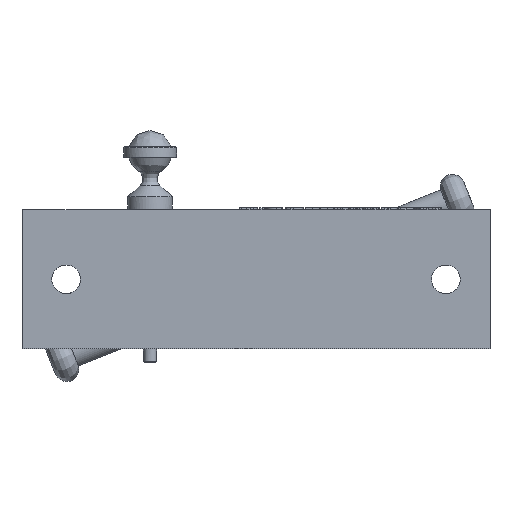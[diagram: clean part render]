
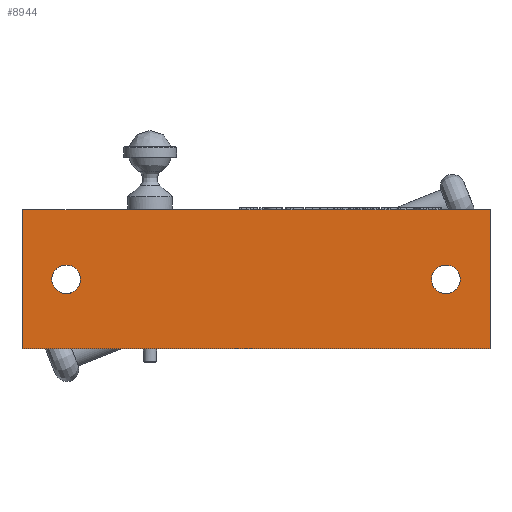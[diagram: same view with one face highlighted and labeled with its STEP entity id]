
A CAD part, front view. The second image highlights one B-rep face of the part: STEP entity #8944.
In plain terms, the highlighted free-form (B-spline) face has degree [1, 1] with [2, 2] control points.
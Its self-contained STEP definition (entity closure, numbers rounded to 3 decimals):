
#7336 = VERTEX_POINT('',#7337);
#7337 = CARTESIAN_POINT('',(-153.65,0.,45.66));
#7342 = EDGE_CURVE('',#7336,#7343,#7345,.T.);
#7343 = VERTEX_POINT('',#7344);
#7344 = CARTESIAN_POINT('',(153.65,0.,45.66));
#7345 = B_SPLINE_CURVE_WITH_KNOTS('',1,(#7346,#7347),.UNSPECIFIED.,.F.,
  .F.,(2,2),(0.,212.),.PIECEWISE_BEZIER_KNOTS.);
#7346 = CARTESIAN_POINT('',(-153.65,0.,45.66));
#7347 = CARTESIAN_POINT('',(153.65,0.,45.66));
#7762 = VERTEX_POINT('',#7763);
#7763 = CARTESIAN_POINT('',(153.65,0.,-45.66));
#7768 = EDGE_CURVE('',#7762,#7769,#7771,.T.);
#7769 = VERTEX_POINT('',#7770);
#7770 = CARTESIAN_POINT('',(-153.65,0.,-45.66));
#7771 = B_SPLINE_CURVE_WITH_KNOTS('',1,(#7772,#7773),.UNSPECIFIED.,.F.,
  .F.,(2,2),(0.,212.),.PIECEWISE_BEZIER_KNOTS.);
#7772 = CARTESIAN_POINT('',(153.65,0.,-45.66));
#7773 = CARTESIAN_POINT('',(-153.65,0.,-45.66));
#8298 = VERTEX_POINT('',#8299);
#8299 = CARTESIAN_POINT('',(-134.082,0.,0.));
#8304 = EDGE_CURVE('',#8298,#8298,#8305,.T.);
#8305 = ( BOUNDED_CURVE() B_SPLINE_CURVE(2,(#8306,#8307,#8308,#8309,
#8310,#8311,#8312),.UNSPECIFIED.,.T.,.F.) B_SPLINE_CURVE_WITH_KNOTS((3,2
    ,2,3),(3.142,5.236,7.33,9.425),
.PIECEWISE_BEZIER_KNOTS.) CURVE() GEOMETRIC_REPRESENTATION_ITEM() 
RATIONAL_B_SPLINE_CURVE((1.,0.5,1.,0.5,1.,0.5,1.)) REPRESENTATION_ITEM(
  '') );
#8306 = CARTESIAN_POINT('',(-134.082,0.,0.));
#8307 = CARTESIAN_POINT('',(-134.082,0.,16.319));
#8308 = CARTESIAN_POINT('',(-119.949,0.,8.16));
#8309 = CARTESIAN_POINT('',(-105.816,0.,0.));
#8310 = CARTESIAN_POINT('',(-119.949,0.,-8.16));
#8311 = CARTESIAN_POINT('',(-134.082,0.,-16.319));
#8312 = CARTESIAN_POINT('',(-134.082,0.,0.));
#8389 = VERTEX_POINT('',#8390);
#8390 = CARTESIAN_POINT('',(115.238,0.,0.));
#8395 = EDGE_CURVE('',#8389,#8389,#8396,.T.);
#8396 = ( BOUNDED_CURVE() B_SPLINE_CURVE(2,(#8397,#8398,#8399,#8400,
#8401,#8402,#8403),.UNSPECIFIED.,.T.,.F.) B_SPLINE_CURVE_WITH_KNOTS((3,2
    ,2,3),(3.142,5.236,7.33,9.425),
.PIECEWISE_BEZIER_KNOTS.) CURVE() GEOMETRIC_REPRESENTATION_ITEM() 
RATIONAL_B_SPLINE_CURVE((1.,0.5,1.,0.5,1.,0.5,1.)) REPRESENTATION_ITEM(
  '') );
#8397 = CARTESIAN_POINT('',(115.238,0.,0.));
#8398 = CARTESIAN_POINT('',(115.238,0.,16.319));
#8399 = CARTESIAN_POINT('',(129.371,0.,8.16));
#8400 = CARTESIAN_POINT('',(143.504,0.,0.));
#8401 = CARTESIAN_POINT('',(129.371,0.,-8.16));
#8402 = CARTESIAN_POINT('',(115.238,0.,-16.319));
#8403 = CARTESIAN_POINT('',(115.238,0.,0.));
#8918 = EDGE_CURVE('',#7343,#7762,#8919,.T.);
#8919 = B_SPLINE_CURVE_WITH_KNOTS('',1,(#8920,#8921),.UNSPECIFIED.,.F.,
  .F.,(2,2),(0.,63.),.PIECEWISE_BEZIER_KNOTS.);
#8920 = CARTESIAN_POINT('',(153.65,0.,45.66));
#8921 = CARTESIAN_POINT('',(153.65,0.,-45.66));
#8934 = EDGE_CURVE('',#7769,#7336,#8935,.T.);
#8935 = B_SPLINE_CURVE_WITH_KNOTS('',1,(#8936,#8937),.UNSPECIFIED.,.F.,
  .F.,(2,2),(0.,63.),.PIECEWISE_BEZIER_KNOTS.);
#8936 = CARTESIAN_POINT('',(-153.65,0.,-45.66));
#8937 = CARTESIAN_POINT('',(-153.65,0.,45.66));
#8944 = ADVANCED_FACE('',(#8945,#8951,#8954),#8957,.F.);
#8945 = FACE_BOUND('',#8946,.T.);
#8946 = EDGE_LOOP('',(#8947,#8948,#8949,#8950));
#8947 = ORIENTED_EDGE('',*,*,#7768,.F.);
#8948 = ORIENTED_EDGE('',*,*,#8918,.F.);
#8949 = ORIENTED_EDGE('',*,*,#7342,.F.);
#8950 = ORIENTED_EDGE('',*,*,#8934,.F.);
#8951 = FACE_BOUND('',#8952,.T.);
#8952 = EDGE_LOOP('',(#8953));
#8953 = ORIENTED_EDGE('',*,*,#8395,.T.);
#8954 = FACE_BOUND('',#8955,.T.);
#8955 = EDGE_LOOP('',(#8956));
#8956 = ORIENTED_EDGE('',*,*,#8304,.T.);
#8957 = B_SPLINE_SURFACE_WITH_KNOTS('',1,1,(
    (#8958,#8959)
    ,(#8960,#8961
    )),.UNSPECIFIED.,.F.,.F.,.F.,(2,2),(2,2),(-31.5,31.5),(-106.,106.),
  .PIECEWISE_BEZIER_KNOTS.);
#8958 = CARTESIAN_POINT('',(-153.65,0.,-45.66));
#8959 = CARTESIAN_POINT('',(153.65,0.,-45.66));
#8960 = CARTESIAN_POINT('',(-153.65,0.,45.66));
#8961 = CARTESIAN_POINT('',(153.65,0.,45.66));
